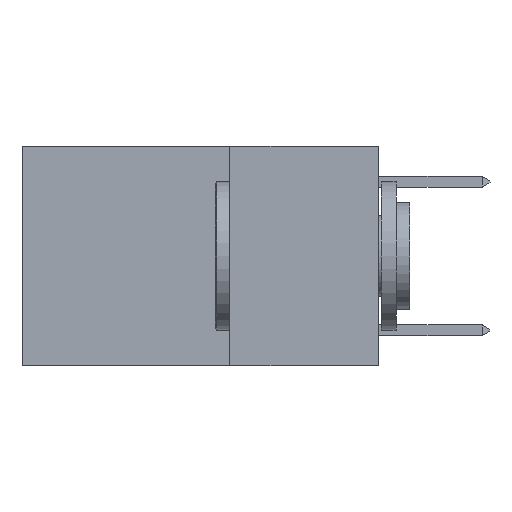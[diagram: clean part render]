
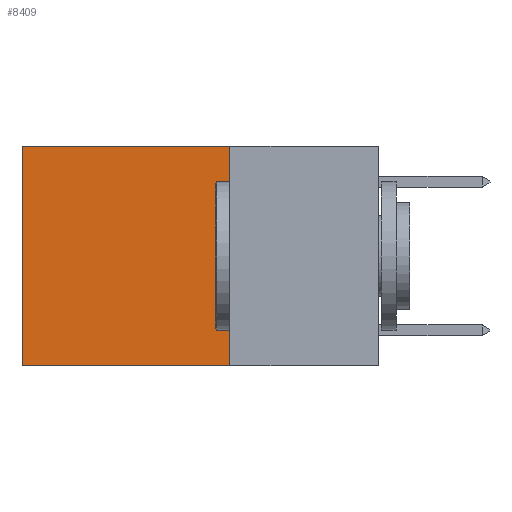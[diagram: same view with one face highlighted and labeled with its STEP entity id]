
A CAD part, left-side view. The second image highlights one B-rep face of the part: STEP entity #8409.
In plain terms, the highlighted planar face has unit normal (-1, 0, 0).
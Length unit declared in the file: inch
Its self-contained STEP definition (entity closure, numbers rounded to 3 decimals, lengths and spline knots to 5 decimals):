
#20 = LINE ( 'NONE', #6083, #7419 ) ;
#35 = VECTOR ( 'NONE', #10529, 39.37008 ) ;
#217 = CARTESIAN_POINT ( 'NONE',  ( 0.2625, 0.25, -0.37 ) ) ;
#254 = DIRECTION ( 'NONE',  ( 1., 0., 0. ) ) ;
#301 = CARTESIAN_POINT ( 'NONE',  ( 0.2625, 0.25, -0.37 ) ) ;
#1878 = ORIENTED_EDGE ( 'NONE', *, *, #2414, .T. ) ;
#2002 = EDGE_CURVE ( 'NONE', #18096, #4503, #4403, .T. ) ;
#2146 = EDGE_CURVE ( 'NONE', #18096, #12949, #9008, .T. ) ;
#2414 = EDGE_CURVE ( 'NONE', #4503, #10413, #20, .T. ) ;
#4403 = LINE ( 'NONE', #9150, #35 ) ;
#4503 = VERTEX_POINT ( 'NONE', #4711 ) ;
#4711 = CARTESIAN_POINT ( 'NONE',  ( 0.2625, 0.6, 0. ) ) ;
#5106 = VECTOR ( 'NONE', #11951, 39.37008 ) ;
#5123 = ORIENTED_EDGE ( 'NONE', *, *, #2002, .T. ) ;
#6021 = DIRECTION ( 'NONE',  ( 0., 0., -1. ) ) ;
#6083 = CARTESIAN_POINT ( 'NONE',  ( 0.2625, 0.6, 0. ) ) ;
#7419 = VECTOR ( 'NONE', #6021, 39.37008 ) ;
#7614 = PLANE ( 'NONE',  #12639 ) ;
#7759 = EDGE_LOOP ( 'NONE', ( #1878, #8294, #11277, #5123 ) ) ;
#8294 = ORIENTED_EDGE ( 'NONE', *, *, #13632, .F. ) ;
#8409 = ADVANCED_FACE ( 'NONE', ( #15313 ), #7614, .F. ) ;
#9008 = LINE ( 'NONE', #10508, #5106 ) ;
#9150 = CARTESIAN_POINT ( 'NONE',  ( 0.2625, 0.25, 0. ) ) ;
#10413 = VERTEX_POINT ( 'NONE', #15455 ) ;
#10463 = DIRECTION ( 'NONE',  ( 0., 0., -1. ) ) ;
#10508 = CARTESIAN_POINT ( 'NONE',  ( 0.2625, 0.25, 0. ) ) ;
#10529 = DIRECTION ( 'NONE',  ( 0., 1., 0. ) ) ;
#11277 = ORIENTED_EDGE ( 'NONE', *, *, #2146, .F. ) ;
#11951 = DIRECTION ( 'NONE',  ( 0., 0., -1. ) ) ;
#12639 = AXIS2_PLACEMENT_3D ( 'NONE', #17280, #254, #10463 ) ;
#12817 = VECTOR ( 'NONE', #17306, 39.37008 ) ;
#12949 = VERTEX_POINT ( 'NONE', #301 ) ;
#13233 = LINE ( 'NONE', #217, #12817 ) ;
#13631 = CARTESIAN_POINT ( 'NONE',  ( 0.2625, 0.25, 0. ) ) ;
#13632 = EDGE_CURVE ( 'NONE', #12949, #10413, #13233, .T. ) ;
#15313 = FACE_OUTER_BOUND ( 'NONE', #7759, .T. ) ;
#15455 = CARTESIAN_POINT ( 'NONE',  ( 0.2625, 0.6, -0.37 ) ) ;
#17280 = CARTESIAN_POINT ( 'NONE',  ( 0.2625, 0.25, 0. ) ) ;
#17306 = DIRECTION ( 'NONE',  ( 0., 1., 0. ) ) ;
#18096 = VERTEX_POINT ( 'NONE', #13631 ) ;
